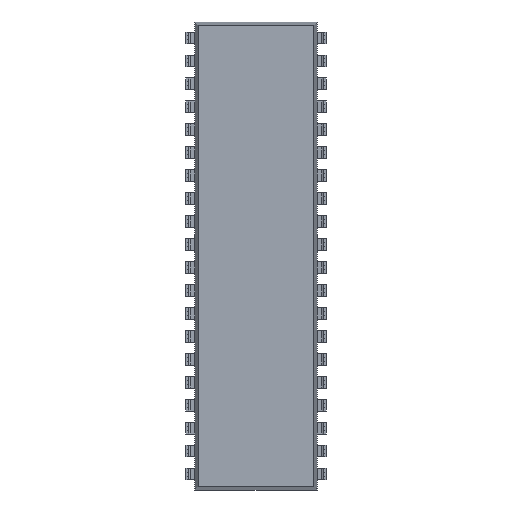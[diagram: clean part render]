
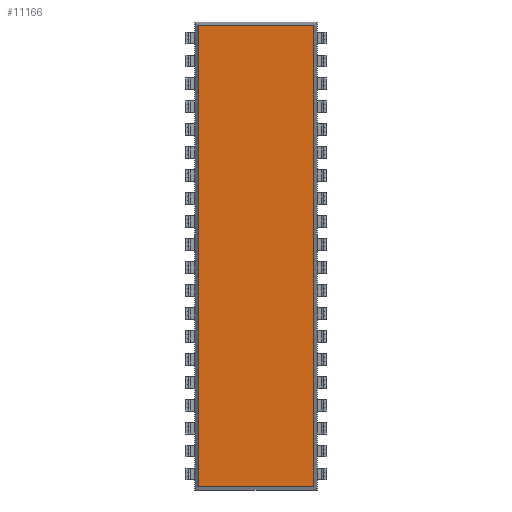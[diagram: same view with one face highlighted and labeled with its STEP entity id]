
A CAD part, front view. The second image highlights one B-rep face of the part: STEP entity #11166.
In plain terms, the highlighted planar face has unit normal (0, -1, 0).
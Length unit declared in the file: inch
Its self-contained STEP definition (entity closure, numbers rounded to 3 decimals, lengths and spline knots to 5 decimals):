
#390 = EDGE_CURVE ( 'NONE', #1615, #2111, #10182, .T. ) ;
#1615 = VERTEX_POINT ( 'NONE', #11191 ) ;
#1760 = VECTOR ( 'NONE', #17938, 39.37008 ) ;
#2111 = VERTEX_POINT ( 'NONE', #16621 ) ;
#2172 = CARTESIAN_POINT ( 'NONE',  ( 0.25154, 0.015, -1.00404 ) ) ;
#2649 = ORIENTED_EDGE ( 'NONE', *, *, #390, .T. ) ;
#2786 = DIRECTION ( 'NONE',  ( 1., 0., 0. ) ) ;
#3646 = PLANE ( 'NONE',  #16564 ) ;
#3972 = EDGE_CURVE ( 'NONE', #2111, #4234, #8516, .T. ) ;
#4234 = VERTEX_POINT ( 'NONE', #2172 ) ;
#4438 = EDGE_CURVE ( 'NONE', #4234, #6135, #6345, .T. ) ;
#5424 = DIRECTION ( 'NONE',  ( 0., 0., 1. ) ) ;
#5484 = CARTESIAN_POINT ( 'NONE',  ( 0.25154, 0.015, -1.01875 ) ) ;
#5488 = CARTESIAN_POINT ( 'NONE',  ( -0.25154, 0.015, 1.01875 ) ) ;
#5905 = CARTESIAN_POINT ( 'NONE',  ( 0.25154, 0.015, 1.00404 ) ) ;
#6135 = VERTEX_POINT ( 'NONE', #5905 ) ;
#6345 = LINE ( 'NONE', #5484, #14089 ) ;
#7445 = VECTOR ( 'NONE', #7457, 39.37008 ) ;
#7457 = DIRECTION ( 'NONE',  ( -1., 0., 0. ) ) ;
#8516 = LINE ( 'NONE', #11051, #15432 ) ;
#9788 = EDGE_CURVE ( 'NONE', #6135, #1615, #15018, .T. ) ;
#10182 = LINE ( 'NONE', #5488, #1760 ) ;
#10594 = DIRECTION ( 'NONE',  ( 0., 0., -1. ) ) ;
#10819 = FACE_OUTER_BOUND ( 'NONE', #13613, .T. ) ;
#11051 = CARTESIAN_POINT ( 'NONE',  ( -0.26625, 0.015, -1.00404 ) ) ;
#11166 = ADVANCED_FACE ( 'NONE', ( #10819 ), #3646, .T. ) ;
#11191 = CARTESIAN_POINT ( 'NONE',  ( -0.25154, 0.015, 1.00404 ) ) ;
#11941 = ORIENTED_EDGE ( 'NONE', *, *, #4438, .T. ) ;
#13613 = EDGE_LOOP ( 'NONE', ( #2649, #14832, #11941, #17645 ) ) ;
#14089 = VECTOR ( 'NONE', #5424, 39.37008 ) ;
#14535 = DIRECTION ( 'NONE',  ( 0., -1., 0. ) ) ;
#14832 = ORIENTED_EDGE ( 'NONE', *, *, #3972, .T. ) ;
#15018 = LINE ( 'NONE', #16957, #7445 ) ;
#15432 = VECTOR ( 'NONE', #2786, 39.37008 ) ;
#16564 = AXIS2_PLACEMENT_3D ( 'NONE', #17335, #14535, #10594 ) ;
#16621 = CARTESIAN_POINT ( 'NONE',  ( -0.25154, 0.015, -1.00404 ) ) ;
#16957 = CARTESIAN_POINT ( 'NONE',  ( 0.26625, 0.015, 1.00404 ) ) ;
#17335 = CARTESIAN_POINT ( 'NONE',  ( 0., 0.015, 0. ) ) ;
#17645 = ORIENTED_EDGE ( 'NONE', *, *, #9788, .T. ) ;
#17938 = DIRECTION ( 'NONE',  ( 0., 0., -1. ) ) ;
